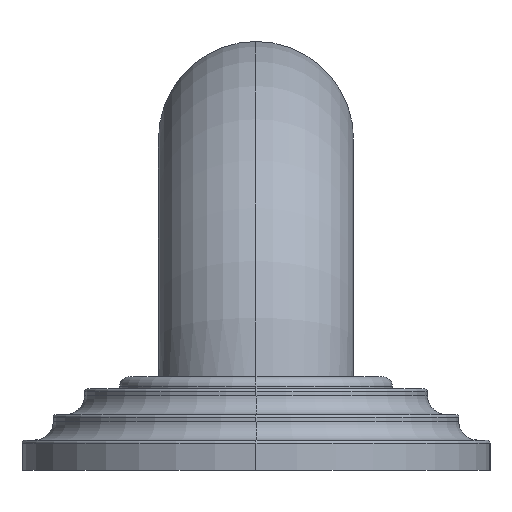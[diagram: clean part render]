
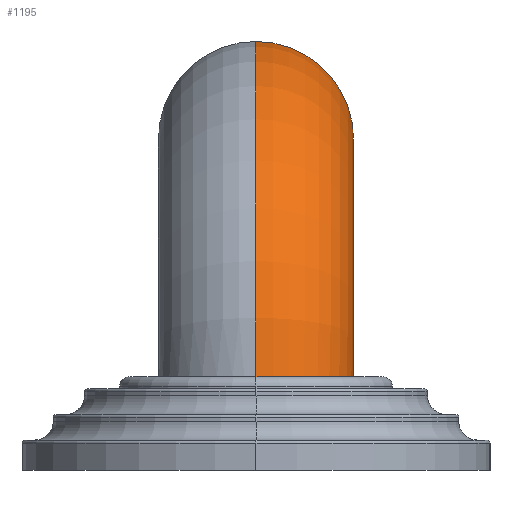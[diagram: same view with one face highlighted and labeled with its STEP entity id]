
A CAD part, left-side view. The second image highlights one B-rep face of the part: STEP entity #1195.
In plain terms, the highlighted toroidal (fillet/blend) face has major radius 41.275 mm and minor radius 15.875 mm.
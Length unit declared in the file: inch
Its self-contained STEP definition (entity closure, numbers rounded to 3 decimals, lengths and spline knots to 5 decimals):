
#326=CARTESIAN_POINT('',(-10.375,0.,2.125));
#327=DIRECTION('',(1.,0.,0.));
#328=DIRECTION('',(0.,0.,1.));
#329=AXIS2_PLACEMENT_3D('',#326,#327,#328);
#335=CARTESIAN_POINT('',(-10.375,0.,0.5));
#336=DIRECTION('',(0.,1.,0.));
#337=DIRECTION('',(-0.999,0.,0.044));
#338=AXIS2_PLACEMENT_3D('',#335,#336,#337);
#340=CARTESIAN_POINT('',(-11.36999,0.,0.6));
#374=CARTESIAN_POINT('',(-12.62278,0.,0.6));
#376=CARTESIAN_POINT('',(-12.62278,0.,0.6));
#377=CARTESIAN_POINT('',(-12.62278,-0.02049,0.6));
#378=CARTESIAN_POINT('',(-12.62077,-0.06125,0.6));
#379=CARTESIAN_POINT('',(-12.61174,-0.12211,0.6));
#380=CARTESIAN_POINT('',(-12.59685,-0.18155,0.6));
#381=CARTESIAN_POINT('',(-12.5761,-0.23951,0.6));
#382=CARTESIAN_POINT('',(-12.54989,-0.2949,0.6));
#383=CARTESIAN_POINT('',(-12.51823,-0.3477,0.6));
#384=CARTESIAN_POINT('',(-12.48167,-0.39697,0.6));
#385=CARTESIAN_POINT('',(-12.44036,-0.44253,0.6));
#386=CARTESIAN_POINT('',(-12.39477,-0.48382,0.6));
#387=CARTESIAN_POINT('',(-12.34544,-0.52038,0.6));
#388=CARTESIAN_POINT('',(-12.29256,-0.55205,0.6));
#389=CARTESIAN_POINT('',(-12.23707,-0.57828,0.6));
#390=CARTESIAN_POINT('',(-12.17897,-0.59905,0.6));
#391=CARTESIAN_POINT('',(-12.11937,-0.61396,0.6));
#392=CARTESIAN_POINT('',(-12.05834,-0.623,0.6));
#393=CARTESIAN_POINT('',(-11.99682,-0.626,0.6));
#394=CARTESIAN_POINT('',(-11.9353,-0.62298,0.6));
#395=CARTESIAN_POINT('',(-11.87423,-0.61392,0.6));
#396=CARTESIAN_POINT('',(-11.81454,-0.59897,0.6));
#397=CARTESIAN_POINT('',(-11.75633,-0.57815,0.6));
#398=CARTESIAN_POINT('',(-11.70072,-0.55186,0.6));
#399=CARTESIAN_POINT('',(-11.6477,-0.52012,0.6));
#400=CARTESIAN_POINT('',(-11.59825,-0.48347,0.6));
#401=CARTESIAN_POINT('',(-11.55255,-0.4421,0.6));
#402=CARTESIAN_POINT('',(-11.51116,-0.39647,0.6));
#403=CARTESIAN_POINT('',(-11.47453,-0.34715,0.6));
#404=CARTESIAN_POINT('',(-11.44284,-0.29434,0.6));
#405=CARTESIAN_POINT('',(-11.41663,-0.23899,0.6));
#406=CARTESIAN_POINT('',(-11.39588,-0.18111,0.6));
#407=CARTESIAN_POINT('',(-11.38101,-0.12179,0.6));
#408=CARTESIAN_POINT('',(-11.37199,-0.06107,0.6));
#409=CARTESIAN_POINT('',(-11.36999,-0.02043,0.6));
#410=CARTESIAN_POINT('',(-11.36999,0.,0.6));
#644=CARTESIAN_POINT('',(-10.375,0.,0.5));
#645=DIRECTION('',(0.,1.,0.));
#646=DIRECTION('',(-0.995,0.,0.1));
#647=AXIS2_PLACEMENT_3D('',#644,#645,#646);
#770=CARTESIAN_POINT('',(-10.375,0.,1.5));
#771=CARTESIAN_POINT('',(-10.375,0.,2.75));
#772=VERTEX_POINT('',#770);
#773=VERTEX_POINT('',#771);
#780=VERTEX_POINT('',#340);
#781=VERTEX_POINT('',#374);
#1181=CARTESIAN_POINT('',(-10.375,0.,0.5));
#1182=DIRECTION('',(0.,1.,0.));
#1183=DIRECTION('',(1.,0.,0.));
#1184=AXIS2_PLACEMENT_3D('',#1181,#1182,#1183);
#1185=TOROIDAL_SURFACE('',#1184,1.625,0.625);
#1187=ORIENTED_EDGE('',*,*,#1186,.F.);
#1189=ORIENTED_EDGE('',*,*,#1188,.T.);
#1190=ORIENTED_EDGE('',*,*,#1171,.T.);
#1192=ORIENTED_EDGE('',*,*,#1191,.F.);
#1193=EDGE_LOOP('',(#1187,#1189,#1190,#1192));
#1194=FACE_OUTER_BOUND('',#1193,.F.);
#1195=ADVANCED_FACE('',(#1194),#1185,.T.);
#330=CIRCLE('',#329,0.625);
#339=CIRCLE('',#338,2.25);
#411=B_SPLINE_CURVE_WITH_KNOTS('',3,(#376,#377,#378,#379,#380,#381,#382,#383,
#384,#385,#386,#387,#388,#389,#390,#391,#392,#393,#394,#395,#396,#397,#398,#399,
#400,#401,#402,#403,#404,#405,#406,#407,#408,#409,#410),.UNSPECIFIED.,.F.,.F.,
(4,1,1,1,1,1,1,1,1,1,1,1,1,1,1,1,1,1,1,1,1,1,1,1,1,1,1,1,1,1,1,1,4),(0.,
0.03125,0.0625,0.09375,0.125,0.15625,0.1875,0.21875,0.25,0.28125,
0.3125,0.34375,0.375,0.40625,0.4375,0.46875,0.5,0.53125,
0.5625,0.59375,0.625,0.65625,0.6875,0.71875,0.75,0.78125,
0.8125,0.84375,0.875,0.90625,0.9375,0.96875,1.),.UNSPECIFIED.);
#648=CIRCLE('',#647,1.);
#1171=EDGE_CURVE('',#773,#772,#330,.T.);
#1186=EDGE_CURVE('',#781,#780,#411,.T.);
#1188=EDGE_CURVE('',#781,#773,#339,.T.);
#1191=EDGE_CURVE('',#780,#772,#648,.T.);
